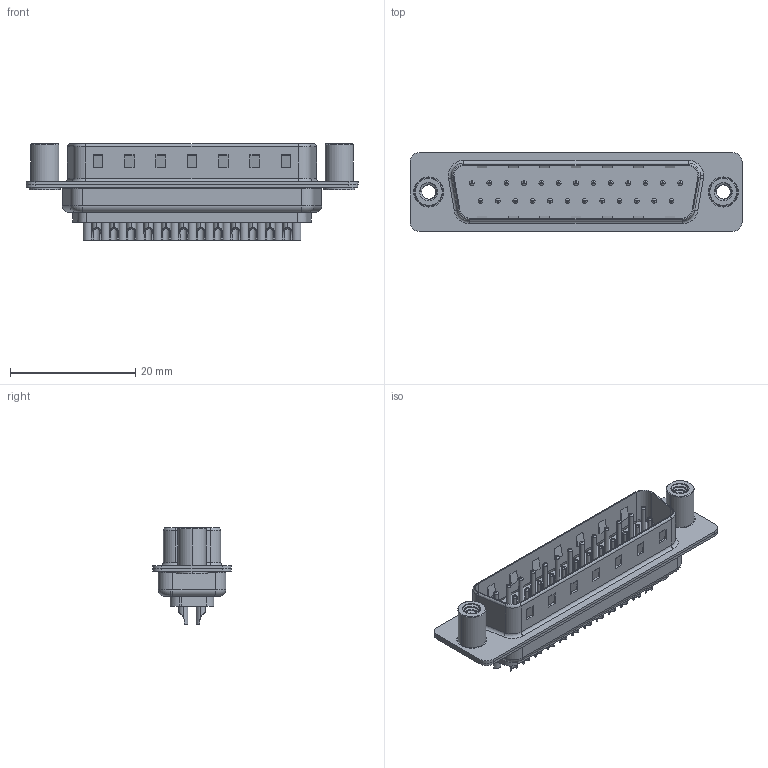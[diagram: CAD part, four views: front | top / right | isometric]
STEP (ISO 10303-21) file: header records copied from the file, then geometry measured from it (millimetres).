
FILE_DESCRIPTION (( 'STEP AP203' ), '1' );
FILE_NAME ('627-025-622-548.STEP', '2018-10-05T09:04:32', ( '' ), ( '' ), 'SwSTEP 2.0', 'SolidWorks 2016', '' );
FILE_SCHEMA (( 'CONFIG_CONTROL_DESIGN' ));
Length unit declared in the file: millimetre
Products named in the file (7): 627 Contact Row 2_22L; 627 4-40 Threaded Standoff; 627-025-622-548; 627 Housing_25 LP; 627 Shell Front_25 Contacts; 627 Shell Rear_25 Contacts; 627 Contact Row 1_22L
Assembly tree (30 placements, depth 2):
  627-025-622-548
    627 Housing_25 LP
    627 Shell Front_25 Contacts
    627 Shell Rear_25 Contacts
    627 Contact Row 1_22L  x13
    627 Contact Row 2_22L  x12
    627 4-40 Threaded Standoff  x2
Bounding box: 53 x 12.6 x 15.35 mm (x, y, z)
Volume: 2755 mm3; surface area: 8055.7 mm2
Topology: 30 solids, 30 shells, 2010 faces, 5151 edges, 3264 vertices
Faces by surface type: cylinder 890, torus 581, plane 523, cone 10, bspline 6
Entity records: 23442 total; most frequent: CARTESIAN_POINT 5369, DIRECTION 3737, ORIENTED_EDGE 3330, EDGE_CURVE 1665, AXIS2_PLACEMENT_3D 1467, VERTEX_POINT 1065, EDGE_LOOP 824, VECTOR 803
